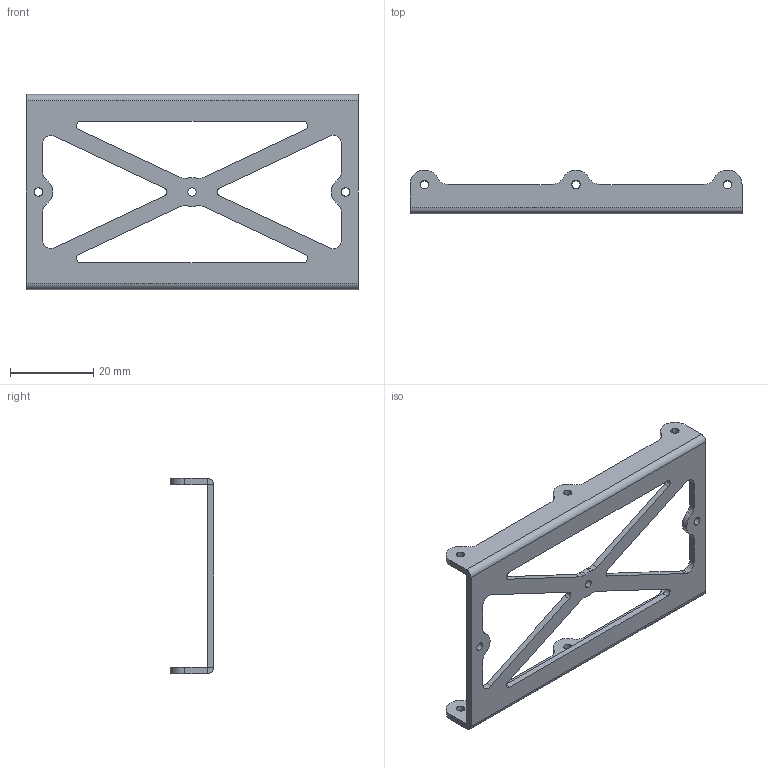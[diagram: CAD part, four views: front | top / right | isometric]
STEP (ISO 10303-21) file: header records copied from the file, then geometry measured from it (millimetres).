
FILE_DESCRIPTION (( 'STEP AP214' ), '1' );
FILE_NAME ('021_UpperArmSpacer_Alu_Bend_NimbroOP_v0.1.STEP', '2012-10-07T10:51:09', ( 'schreiber' ), ( '' ), 'SwSTEP 2.0', 'SolidWorks 2012', '' );
FILE_SCHEMA (( 'AUTOMOTIVE_DESIGN' ));
Length unit declared in the file: millimetre
Products named in the file (1): 021_UpperArmSpacer_Alu_Bend_NimbroOP_v0.1
Bounding box: 80 x 10.5 x 47 mm (x, y, z)
Volume: 4326.2 mm3; surface area: 6932.6 mm2
Topology: 1 solids, 1 shells, 98 faces, 272 edges, 176 vertices
Faces by surface type: cylinder 64, plane 34
Entity records: 3262 total; most frequent: DIRECTION 598, CARTESIAN_POINT 547, ORIENTED_EDGE 544, EDGE_CURVE 272, AXIS2_PLACEMENT_3D 227, VERTEX_POINT 176, LINE 144, VECTOR 144
